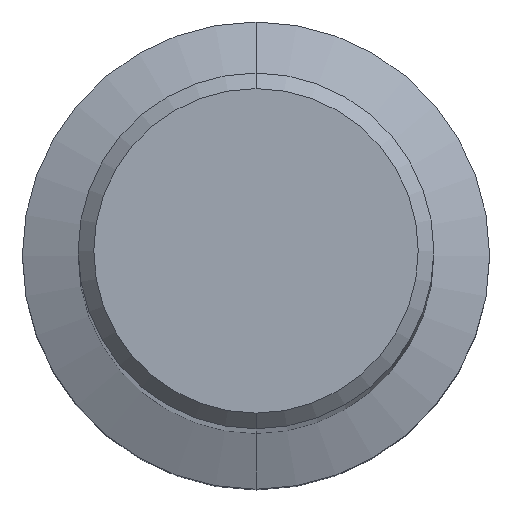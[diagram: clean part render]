
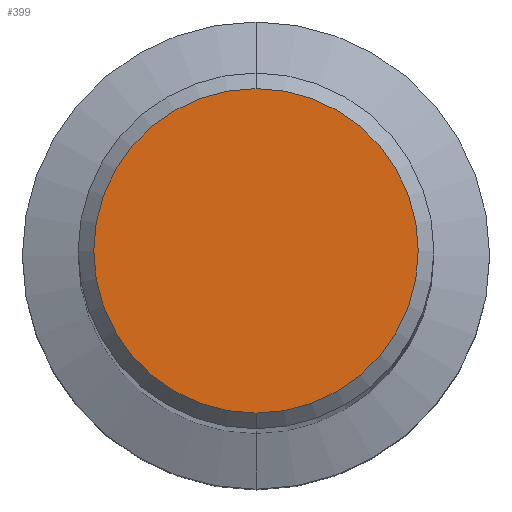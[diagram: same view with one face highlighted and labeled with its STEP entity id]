
A CAD part, top view. The second image highlights one B-rep face of the part: STEP entity #399.
In plain terms, the highlighted planar face has unit normal (0, 0, 1).
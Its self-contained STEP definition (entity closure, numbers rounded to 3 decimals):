
#211=EDGE_CURVE('',#469,#301,#567,.T.);
#301=VERTEX_POINT('',#665);
#349=EDGE_CURVE('',#301,#469,#716,.T.);
#399=ADVANCED_FACE('',(#773),#774,.T.);
#469=VERTEX_POINT('',#851);
#567=CIRCLE('',#979,6.25);
#665=CARTESIAN_POINT('',(0.0,6.25,0.0));
#716=CIRCLE('',#1269,6.25);
#773=FACE_OUTER_BOUND('',#1408,.T.);
#774=PLANE('',#1409);
#851=CARTESIAN_POINT('',(0.,-6.25,0.0));
#979=AXIS2_PLACEMENT_3D('',#1719,#1720,#1721);
#1269=AXIS2_PLACEMENT_3D('',#1865,#1866,#1867);
#1408=EDGE_LOOP('',(#1942,#1943));
#1409=AXIS2_PLACEMENT_3D('',#1944,#1945,#1946);
#1719=CARTESIAN_POINT('',(0.0,0.0,0.0));
#1720=DIRECTION('',(0.0,0.0,-1.0));
#1721=DIRECTION('',(0.0,1.0,0.0));
#1865=CARTESIAN_POINT('',(0.0,0.0,0.0));
#1866=DIRECTION('',(0.0,0.0,-1.0));
#1867=DIRECTION('',(0.0,1.0,0.0));
#1942=ORIENTED_EDGE('',*,*,#349,.F.);
#1943=ORIENTED_EDGE('',*,*,#211,.F.);
#1944=CARTESIAN_POINT('',(0.0,3.125,0.0));
#1945=DIRECTION('',(-0.0,0.0,1.0));
#1946=DIRECTION('',(0.0,-1.0,0.0));
